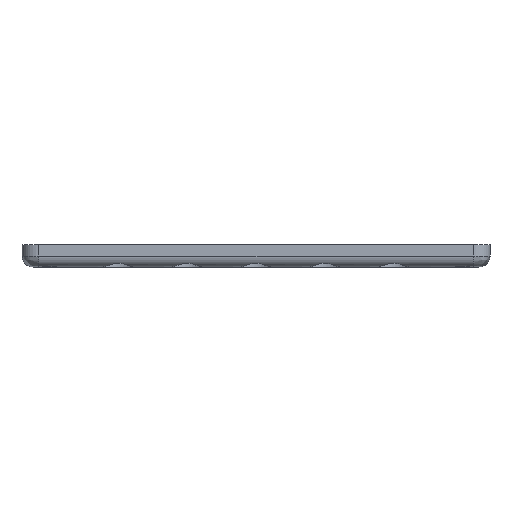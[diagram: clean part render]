
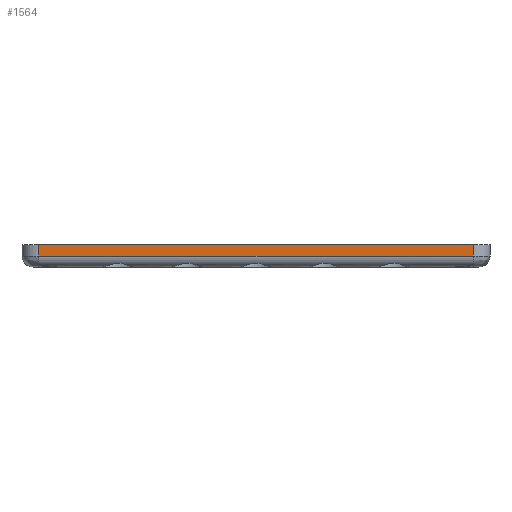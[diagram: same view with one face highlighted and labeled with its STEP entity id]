
A CAD part, left-side view. The second image highlights one B-rep face of the part: STEP entity #1564.
In plain terms, the highlighted planar face has unit normal (-1, 0, 0).
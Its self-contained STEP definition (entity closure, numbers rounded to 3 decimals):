
#113=PLANE('',#1710);
#171=LINE('',#2396,#228);
#183=LINE('',#2528,#240);
#213=LINE('',#2938,#270);
#221=LINE('',#2974,#278);
#228=VECTOR('',#1893,10.);
#240=VECTOR('',#1915,10.);
#270=VECTOR('',#1991,10.);
#278=VECTOR('',#2031,10.);
#364=FACE_OUTER_BOUND('',#462,.T.);
#462=EDGE_LOOP('',(#1261,#1262,#1263,#1264));
#758=VERTEX_POINT('',#2387);
#761=VERTEX_POINT('',#2394);
#779=VERTEX_POINT('',#2527);
#832=VERTEX_POINT('',#2934);
#920=EDGE_CURVE('',#761,#758,#171,.T.);
#941=EDGE_CURVE('',#758,#779,#183,.T.);
#1007=EDGE_CURVE('',#779,#832,#213,.T.);
#1024=EDGE_CURVE('',#832,#761,#221,.T.);
#1261=ORIENTED_EDGE('',*,*,#920,.F.);
#1262=ORIENTED_EDGE('',*,*,#1024,.F.);
#1263=ORIENTED_EDGE('',*,*,#1007,.F.);
#1264=ORIENTED_EDGE('',*,*,#941,.F.);
#1564=ADVANCED_FACE('',(#364),#113,.T.);
#1710=AXIS2_PLACEMENT_3D('',#2973,#2029,#2030);
#1893=DIRECTION('',(0.,0.,-1.));
#1915=DIRECTION('',(0.,1.,0.));
#1991=DIRECTION('',(0.,0.,1.));
#2029=DIRECTION('center_axis',(-1.,0.,0.));
#2030=DIRECTION('ref_axis',(0.,-1.,0.));
#2031=DIRECTION('',(0.,-1.,0.));
#2387=CARTESIAN_POINT('',(-50.,-39.5,0.));
#2394=CARTESIAN_POINT('',(-50.,-39.5,2.));
#2396=CARTESIAN_POINT('',(-50.,-39.5,0.));
#2527=CARTESIAN_POINT('',(-50.,39.5,0.));
#2528=CARTESIAN_POINT('',(-50.,21.25,0.));
#2934=CARTESIAN_POINT('',(-50.,39.5,2.));
#2938=CARTESIAN_POINT('',(-50.,39.5,0.));
#2973=CARTESIAN_POINT('Origin',(-50.,42.5,0.));
#2974=CARTESIAN_POINT('',(-50.,-42.5,2.));
